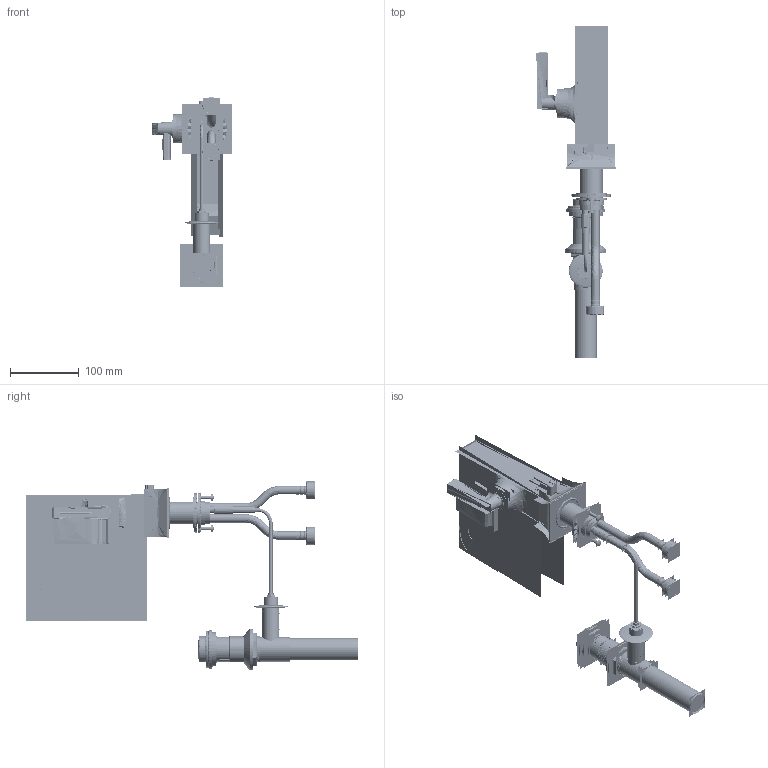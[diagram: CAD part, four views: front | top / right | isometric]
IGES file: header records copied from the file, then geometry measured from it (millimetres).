
Start section:  PTC IGES file: FFAS1601-101500BC0.igs
Global section: file name: FFAS1601-101500BC0.igs; native system: Creo Parametric by PTC Inc.; preprocessor: 2019224; author: 10114256; organization: Unknown; date: 20201204.100813; units: millimetre
Bounding box: 117.07 x 481.36 x 275.13 mm (x, y, z)
Surface area: 8132355.7 mm2 (no closed solid volume)
Topology: 0 solids, 0 shells, 11801 faces, 177980 edges, 234051 vertices
Faces by surface type: revolution 6633, bspline 5086, extrusion 82
